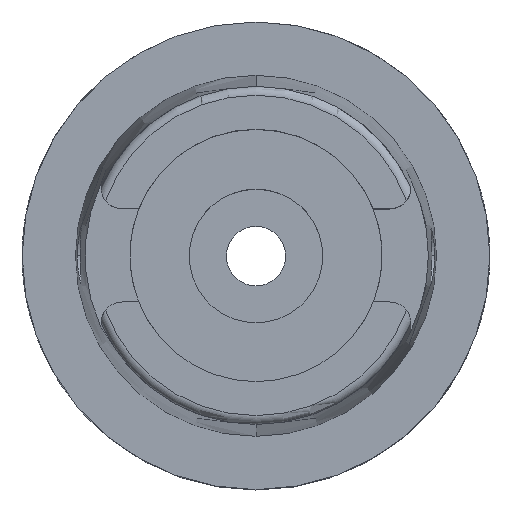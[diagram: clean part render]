
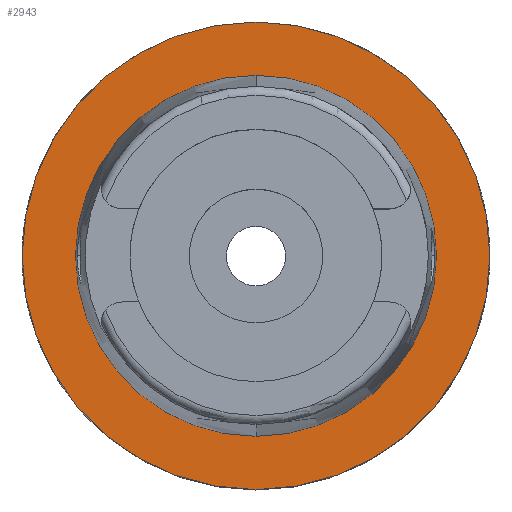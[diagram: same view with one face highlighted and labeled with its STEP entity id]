
A CAD part, top view. The second image highlights one B-rep face of the part: STEP entity #2943.
In plain terms, the highlighted planar face has unit normal (0, 0, 1).
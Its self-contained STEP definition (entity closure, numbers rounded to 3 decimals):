
#618=CARTESIAN_POINT('',(0.,0.,0.));
#619=DIRECTION('',(0.,0.,-1.));
#620=DIRECTION('',(0.,-1.,0.));
#621=AXIS2_PLACEMENT_3D('',#618,#619,#620);
#626=CARTESIAN_POINT('',(0.,0.,0.));
#627=DIRECTION('',(0.,0.,-1.));
#628=DIRECTION('',(0.,1.,0.));
#629=AXIS2_PLACEMENT_3D('',#626,#627,#628);
#634=CARTESIAN_POINT('',(0.,0.,0.));
#635=DIRECTION('',(0.,0.,1.));
#636=DIRECTION('',(0.,-1.,0.));
#637=AXIS2_PLACEMENT_3D('',#634,#635,#636);
#642=CARTESIAN_POINT('',(0.,0.,0.));
#643=DIRECTION('',(0.,0.,1.));
#644=DIRECTION('',(0.,1.,0.));
#645=AXIS2_PLACEMENT_3D('',#642,#643,#644);
#2295=CARTESIAN_POINT('',(0.,-24.315,0.));
#2296=VERTEX_POINT('',#2295);
#2297=CARTESIAN_POINT('',(0.,24.315,0.));
#2298=VERTEX_POINT('',#2297);
#2557=CARTESIAN_POINT('',(0.,31.5,0.));
#2558=VERTEX_POINT('',#2557);
#2559=CARTESIAN_POINT('',(0.,-31.5,0.));
#2560=VERTEX_POINT('',#2559);
#2928=CARTESIAN_POINT('',(0.,0.,0.));
#2929=DIRECTION('',(0.,0.,1.));
#2930=DIRECTION('',(0.,1.,0.));
#2931=AXIS2_PLACEMENT_3D('',#2928,#2929,#2930);
#2932=PLANE('',#2931);
#2934=ORIENTED_EDGE('',*,*,#2933,.T.);
#2936=ORIENTED_EDGE('',*,*,#2935,.T.);
#2937=EDGE_LOOP('',(#2934,#2936));
#2938=FACE_OUTER_BOUND('',#2937,.F.);
#2939=ORIENTED_EDGE('',*,*,#2886,.T.);
#2940=ORIENTED_EDGE('',*,*,#2679,.T.);
#2941=EDGE_LOOP('',(#2939,#2940));
#2942=FACE_BOUND('',#2941,.F.);
#622=CIRCLE('',#621,31.5);
#630=CIRCLE('',#629,31.5);
#638=CIRCLE('',#637,24.315);
#646=CIRCLE('',#645,24.315);
#2679=EDGE_CURVE('',#2298,#2296,#646,.T.);
#2886=EDGE_CURVE('',#2296,#2298,#638,.T.);
#2933=EDGE_CURVE('',#2560,#2558,#622,.T.);
#2935=EDGE_CURVE('',#2558,#2560,#630,.T.);
#2943=ADVANCED_FACE('',(#2938,#2942),#2932,.T.);
